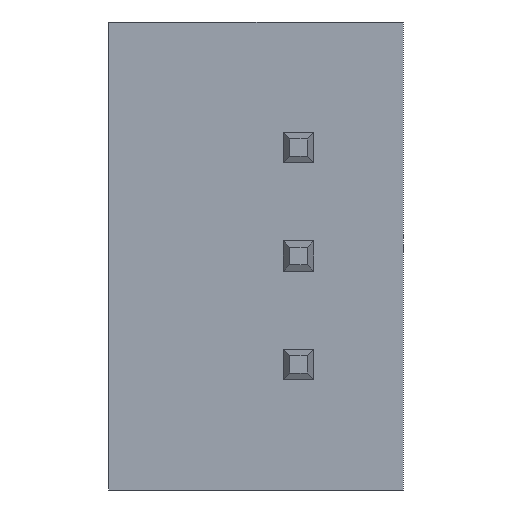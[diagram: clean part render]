
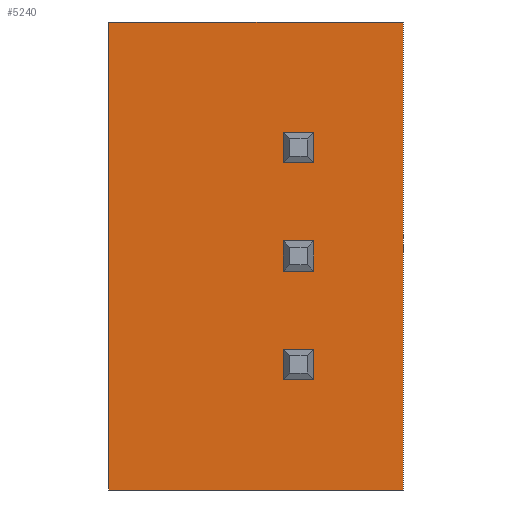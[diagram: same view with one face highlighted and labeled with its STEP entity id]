
A CAD part, front view. The second image highlights one B-rep face of the part: STEP entity #5240.
In plain terms, the highlighted planar face has unit normal (0, -1, 0).
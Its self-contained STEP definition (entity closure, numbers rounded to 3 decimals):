
#100=CARTESIAN_POINT('',(-0.202,-1.53,-15.175));
#110=VERTEX_POINT('',#100);
#280=CARTESIAN_POINT('',(0.148,-1.53,-15.175));
#290=VERTEX_POINT('',#280);
#320=CARTESIAN_POINT('',(0.,-1.53,-15.175));
#330=DIRECTION('',(1.,0.,0.));
#340=VECTOR('',#330,1.);
#350=LINE('',#320,#340);
#360=EDGE_CURVE('',#110,#290,#350,.T.);
#1990=CARTESIAN_POINT('',(0.148,-1.53,-14.825));
#2000=VERTEX_POINT('',#1990);
#2030=CARTESIAN_POINT('',(0.148,-1.53,-6.875));
#2040=DIRECTION('',(0.,0.,1.));
#2050=VECTOR('',#2040,1.);
#2060=LINE('',#2030,#2050);
#2070=EDGE_CURVE('',#290,#2000,#2060,.T.);
#3990=CARTESIAN_POINT('',(0.5,-1.53,-8.474))
;
#4000=DIRECTION('',(0.,1.,0.));
#4010=DIRECTION('',(1.,0.,0.));
#4020=AXIS2_PLACEMENT_3D('',#3990,#4000,#4010);
#4030=PLANE('',#4020);
#4040=ORIENTED_EDGE('',*,*,#360,.F.);
#4050=ORIENTED_EDGE('',*,*,#2070,.F.);
#4060=CARTESIAN_POINT('',(0.,-1.53,-14.825));
#4070=DIRECTION('',(1.,0.,0.));
#4080=VECTOR('',#4070,1.);
#4090=LINE('',#4060,#4080);
#4100=CARTESIAN_POINT('',(-0.202,-1.53,-14.825));
#4110=VERTEX_POINT('',#4100);
#4120=EDGE_CURVE('',#4110,#2000,#4090,.T.);
#4130=ORIENTED_EDGE('',*,*,#4120,.T.);
#4140=CARTESIAN_POINT('',(-0.202,-1.53,-6.875));
#4150=DIRECTION('',(0.,0.,-1.));
#4160=VECTOR('',#4150,1.);
#4170=LINE('',#4140,#4160);
#4180=EDGE_CURVE('',#4110,#110,#4170,.T.);
#4190=ORIENTED_EDGE('',*,*,#4180,.F.);
#4200=EDGE_LOOP('',(#4190,#4130,#4050,#4040));
#4210=FACE_BOUND('',#4200,.T.);
#4220=CARTESIAN_POINT('',(0.,-1.53,-16.425));
#4230=DIRECTION('',(1.,0.,0.));
#4240=VECTOR('',#4230,1.);
#4250=LINE('',#4220,#4240);
#4260=CARTESIAN_POINT('',(-0.202,-1.53,-16.425));
#4270=VERTEX_POINT('',#4260);
#4280=CARTESIAN_POINT('',(0.148,-1.53,-16.425));
#4290=VERTEX_POINT('',#4280);
#4300=EDGE_CURVE('',#4270,#4290,#4250,.T.);
#4310=ORIENTED_EDGE('',*,*,#4300,.F.);
#4320=CARTESIAN_POINT('',(0.148,-1.53,8.125));
#4330=DIRECTION('',(0.,0.,1.));
#4340=VECTOR('',#4330,1.);
#4350=LINE('',#4320,#4340);
#4360=CARTESIAN_POINT('',(0.148,-1.53,-16.075));
#4370=VERTEX_POINT('',#4360);
#4380=EDGE_CURVE('',#4290,#4370,#4350,.T.);
#4390=ORIENTED_EDGE('',*,*,#4380,.F.);
#4400=CARTESIAN_POINT('',(0.,-1.53,-16.075));
#4410=DIRECTION('',(1.,0.,0.));
#4420=VECTOR('',#4410,1.);
#4430=LINE('',#4400,#4420);
#4440=CARTESIAN_POINT('',(-0.202,-1.53,-16.075));
#4450=VERTEX_POINT('',#4440);
#4460=EDGE_CURVE('',#4450,#4370,#4430,.T.);
#4470=ORIENTED_EDGE('',*,*,#4460,.T.);
#4480=CARTESIAN_POINT('',(-0.202,-1.53,8.125));
#4490=DIRECTION('',(0.,0.,-1.));
#4500=VECTOR('',#4490,1.);
#4510=LINE('',#4480,#4500);
#4520=EDGE_CURVE('',#4450,#4270,#4510,.T.);
#4530=ORIENTED_EDGE('',*,*,#4520,.F.);
#4540=EDGE_LOOP('',(#4530,#4470,#4390,#4310));
#4550=FACE_BOUND('',#4540,.T.);
#4560=CARTESIAN_POINT('',(0.,-1.53,-13.575));
#4570=DIRECTION('',(1.,0.,0.));
#4580=VECTOR('',#4570,1.);
#4590=LINE('',#4560,#4580);
#4600=CARTESIAN_POINT('',(-0.202,-1.53,-13.575));
#4610=VERTEX_POINT('',#4600);
#4620=CARTESIAN_POINT('',(0.148,-1.53,-13.575));
#4630=VERTEX_POINT('',#4620);
#4640=EDGE_CURVE('',#4610,#4630,#4590,.T.);
#4650=ORIENTED_EDGE('',*,*,#4640,.T.);
#4660=CARTESIAN_POINT('',(-0.202,-1.53,-6.875));
#4670=DIRECTION('',(0.,0.,-1.));
#4680=VECTOR('',#4670,1.);
#4690=LINE('',#4660,#4680);
#4700=CARTESIAN_POINT('',(-0.202,-1.53,-13.925));
#4710=VERTEX_POINT('',#4700);
#4720=EDGE_CURVE('',#4610,#4710,#4690,.T.);
#4730=ORIENTED_EDGE('',*,*,#4720,.F.);
#4740=CARTESIAN_POINT('',(0.,-1.53,-13.925));
#4750=DIRECTION('',(1.,0.,0.));
#4760=VECTOR('',#4750,1.);
#4770=LINE('',#4740,#4760);
#4780=CARTESIAN_POINT('',(0.148,-1.53,-13.925));
#4790=VERTEX_POINT('',#4780);
#4800=EDGE_CURVE('',#4710,#4790,#4770,.T.);
#4810=ORIENTED_EDGE('',*,*,#4800,.F.);
#4820=CARTESIAN_POINT('',(0.148,-1.53,-6.875));
#4830=DIRECTION('',(0.,0.,1.));
#4840=VECTOR('',#4830,1.);
#4850=LINE('',#4820,#4840);
#4860=EDGE_CURVE('',#4790,#4630,#4850,.T.);
#4870=ORIENTED_EDGE('',*,*,#4860,.F.);
#4880=EDGE_LOOP('',(#4870,#4810,#4730,#4650));
#4890=FACE_BOUND('',#4880,.T.);
#4900=CARTESIAN_POINT('',(0.,-1.53,-12.3));
#4910=DIRECTION('',(1.,0.,0.));
#4920=VECTOR('',#4910,1.);
#4930=LINE('',#4900,#4920);
#4940=CARTESIAN_POINT('',(-2.217,-1.53,-12.3));
#4950=VERTEX_POINT('',#4940);
#4960=CARTESIAN_POINT('',(1.183,-1.53,-12.3));
#4970=VERTEX_POINT('',#4960);
#4980=EDGE_CURVE('',#4950,#4970,#4930,.T.);
#4990=ORIENTED_EDGE('',*,*,#4980,.F.);
#5000=CARTESIAN_POINT('',(1.183,-1.53,-30.625));
#5010=DIRECTION('',(0.,0.,1.));
#5020=VECTOR('',#5010,1.);
#5030=LINE('',#5000,#5020);
#5040=CARTESIAN_POINT('',(1.183,-1.53,-17.7));
#5050=VERTEX_POINT('',#5040);
#5060=EDGE_CURVE('',#5050,#4970,#5030,.T.);
#5070=ORIENTED_EDGE('',*,*,#5060,.T.);
#5080=CARTESIAN_POINT('',(0.,-1.53,-17.7));
#5090=DIRECTION('',(1.,0.,0.));
#5100=VECTOR('',#5090,1.);
#5110=LINE('',#5080,#5100);
#5120=CARTESIAN_POINT('',(-2.217,-1.53,-17.7));
#5130=VERTEX_POINT('',#5120);
#5140=EDGE_CURVE('',#5130,#5050,#5110,.T.);
#5150=ORIENTED_EDGE('',*,*,#5140,.T.);
#5160=CARTESIAN_POINT('',(-2.217,-1.53,-30.625));
#5170=DIRECTION('',(0.,0.,-1.));
#5180=VECTOR('',#5170,1.);
#5190=LINE('',#5160,#5180);
#5200=EDGE_CURVE('',#4950,#5130,#5190,.T.);
#5210=ORIENTED_EDGE('',*,*,#5200,.T.);
#5220=EDGE_LOOP('',(#5210,#5150,#5070,#4990));
#5230=FACE_OUTER_BOUND('',#5220,.T.);
#5240=ADVANCED_FACE('',(#4210,#4550,#4890,#5230),#4030,.F.);
